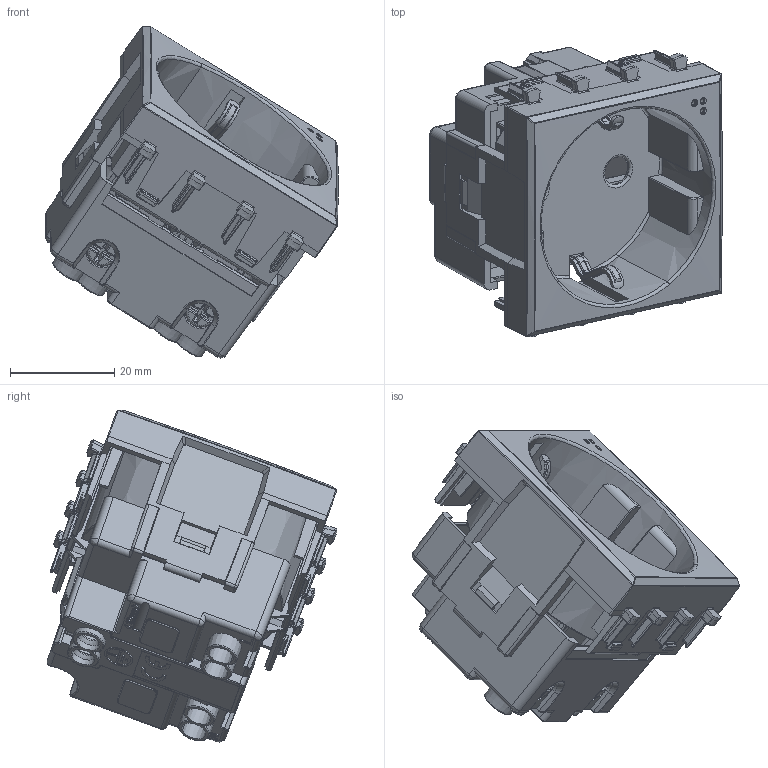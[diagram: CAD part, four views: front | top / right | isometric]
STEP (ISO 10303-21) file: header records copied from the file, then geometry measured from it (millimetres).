
FILE_DESCRIPTION(('CATIA V5 STEP Exchange'),'2;1');
FILE_NAME('443090S.stp','2024-03-06T09:48:39+00:00',('none'),('none'),'CATIA Version 5-6 Release 2016 SP6','CATIA V5 STEP AP203','none');
FILE_SCHEMA(('CONFIG_CONTROL_DESIGN'));
Products named in the file (1): 441090S
Assembly tree (15 placements, depth 2):
  441090S
    #57
    #10711
    #11583  x3
    #13496  x3
    #14362
    #56549
    #106218
    #136352  x2
    #148688
    #184492
Bounding box: 56.01 x 55.53 x 63.6 mm (x, y, z)
Volume: 21810.4 mm3; surface area: 38451.6 mm2
Topology: 14 solids, 14 shells, 5364 faces, 13842 edges, 8254 vertices
Faces by surface type: plane 2253, cylinder 1733, bspline 505, cone 315, sphere 309, torus 233, revolution 16
Entity records: 184500 total; most frequent: CARTESIAN_POINT 82510, ORIENTED_EDGE 24180, DIRECTION 15370, EDGE_CURVE 12090, VERTEX_POINT 7343, VECTOR 5980, LINE 5980, AXIS2_PLACEMENT_3D 5835
